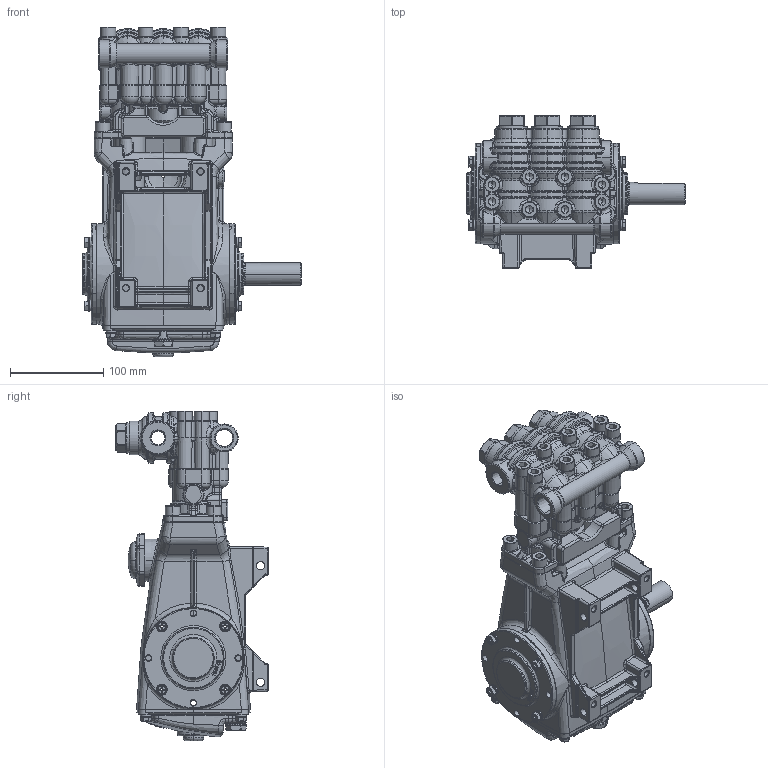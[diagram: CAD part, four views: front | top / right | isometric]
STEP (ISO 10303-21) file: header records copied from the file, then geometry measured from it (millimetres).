
FILE_DESCRIPTION (( 'STEP AP203' ), '1' );
FILE_NAME ('700.STEP', '2025-05-23T14:28:27', ( '' ), ( '' ), 'SwSTEP 2.0', 'SolidWorks 2025', '' );
FILE_SCHEMA (( 'CONFIG_CONTROL_DESIGN' ));
Products named in the file (1): 700
Bounding box: 234.25 x 163 x 353 mm (x, y, z)
Surface area: 319488.1 mm2 (no closed solid volume)
Topology: 0 solids, 70 shells, 3351 faces, 10182 edges, 6552 vertices
Faces by surface type: bspline 988, plane 817, cylinder 732, torus 376, cone 357, sphere 81
Entity records: 166315 total; most frequent: CARTESIAN_POINT 85812, ORIENTED_EDGE 17174, DIRECTION 14991, EDGE_CURVE 10025, VERTEX_POINT 6536, AXIS2_PLACEMENT_3D 6049, CIRCLE 3685, EDGE_LOOP 3631
